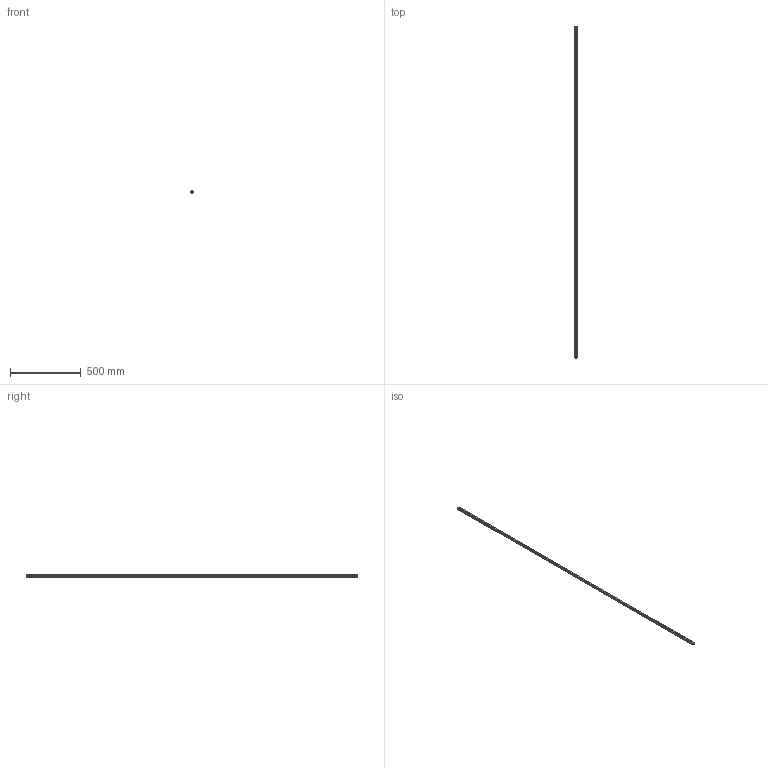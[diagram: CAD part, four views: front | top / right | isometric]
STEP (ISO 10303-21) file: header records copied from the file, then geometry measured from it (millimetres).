
FILE_DESCRIPTION(('STEP AP214'),'1');
FILE_NAME('cctmp_EEF118AD-446C-4B9F-A393-367F958DA59E_2020_4_23_10_57_16_133..stp','2020-04-23T08:57:16',('HIWIN GmbH'),('CADClick - www.CADClick.com'),'Spatial InterOp 3D',' ','unknown authorization');
FILE_SCHEMA(('AUTOMOTIVE_DESIGN'));
Length unit declared in the file: millimetre
Products named in the file (1): HGR15R2340H_FILE
Bounding box: 15 x 2340 x 15 mm (x, y, z)
Volume: 429933.4 mm3; surface area: 155862.3 mm2
Topology: 1 solids, 1 shells, 466 faces, 1029 edges, 686 vertices
Faces by surface type: cylinder 260, plane 206
Entity records: 16825 total; most frequent: DIRECTION 2483, CARTESIAN_POINT 2182, ORIENTED_EDGE 2058, EDGE_CURVE 1029, AXIS2_PLACEMENT_3D 987, VERTEX_POINT 686, EDGE_LOOP 587, CIRCLE 520
